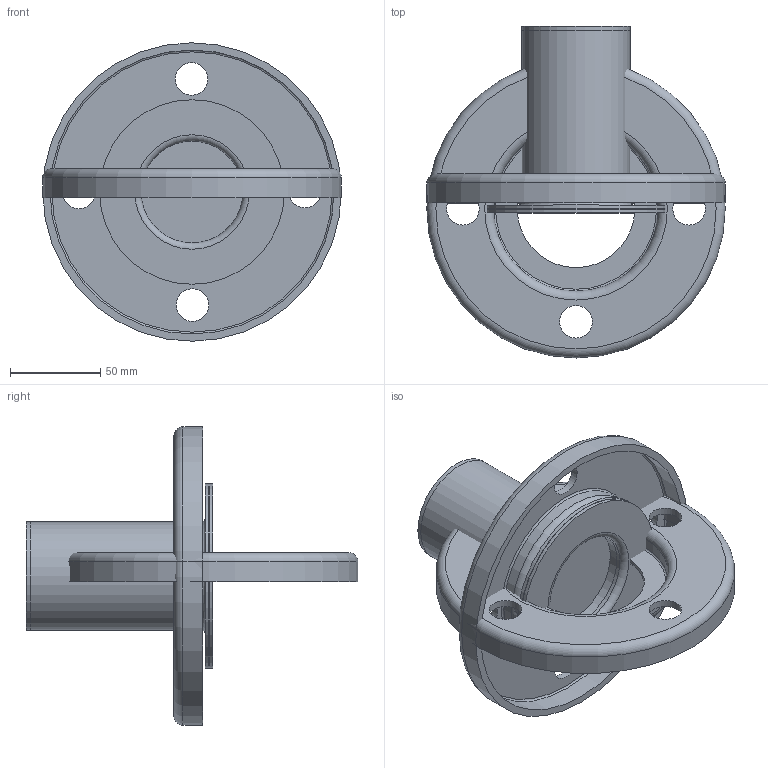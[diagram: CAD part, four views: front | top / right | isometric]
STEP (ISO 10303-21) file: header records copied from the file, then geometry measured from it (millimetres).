
FILE_DESCRIPTION( ( 'Unknown' ), '1' );
FILE_NAME( 'F28DN54.stp', 'Unknown', ( 'Unknown' ), ( 'Unknown' ), 'PSStep 14.0', 'Unknown', ' ' );
FILE_SCHEMA( ( 'AUTOMOTIVE_DESIGN { 1 0 10303 214 1 1 1 1 }' ) );
Length unit declared in the file: millimetre
Products named in the file (3): Assem1; BRIDAloca603; balona603BRIDLOCAgen
Bounding box: 165 x 183.5 x 165 mm (x, y, z)
Volume: 584925.5 mm3; surface area: 194155.3 mm2
Topology: 4 solids, 4 shells, 68 faces, 128 edges, 82 vertices
Faces by surface type: cylinder 28, plane 22, torus 18
Full cylindrical faces by diameter (mm): 18 x8, 54 x2, 56.3 x2, 60 x2, 60.3 x2, 65 x2, 91 x2, 99 x2, 102 x2, 157 x2, 165 x2
Entity records: 1048 total; most frequent: DIRECTION 148, CARTESIAN_POINT 111, AXIS2_PLACEMENT_3D 74, EDGE_LOOP 74, ORIENTED_EDGE 74, FACE_OUTER_BOUND 57, EDGE_CURVE 37, VERTEX_POINT 37
